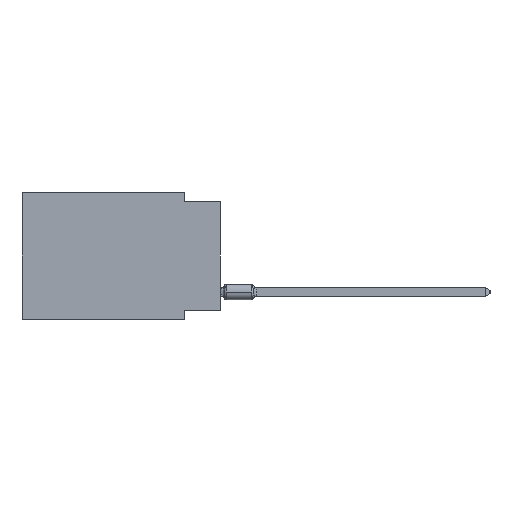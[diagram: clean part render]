
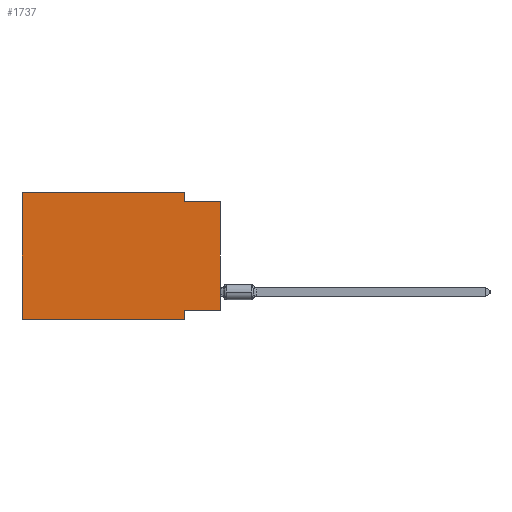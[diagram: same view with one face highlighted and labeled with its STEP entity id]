
A CAD part, left-side view. The second image highlights one B-rep face of the part: STEP entity #1737.
In plain terms, the highlighted planar face has unit normal (-1, 0, 0).
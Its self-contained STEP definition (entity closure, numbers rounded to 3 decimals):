
#414 = VERTEX_POINT ( 'NONE', #7588 ) ;
#501 = DIRECTION ( 'NONE',  ( 1., 0., 0. ) ) ;
#950 = VERTEX_POINT ( 'NONE', #13494 ) ;
#984 = VECTOR ( 'NONE', #4118, 1000. ) ;
#1098 = VERTEX_POINT ( 'NONE', #11608 ) ;
#1173 = DIRECTION ( 'NONE',  ( 0., 0., -1. ) ) ;
#1608 = EDGE_CURVE ( 'NONE', #5290, #14659, #5880, .T. ) ;
#1632 = FACE_OUTER_BOUND ( 'NONE', #10128, .T. ) ;
#1649 = DIRECTION ( 'NONE',  ( 0., -1., 0. ) ) ;
#1724 = VERTEX_POINT ( 'NONE', #5185 ) ;
#1737 = ADVANCED_FACE ( 'NONE', ( #1632 ), #14275, .F. ) ;
#1927 = VECTOR ( 'NONE', #8057, 1000. ) ;
#1997 = EDGE_CURVE ( 'NONE', #5912, #7120, #7464, .T. ) ;
#2940 = ORIENTED_EDGE ( 'NONE', *, *, #12181, .F. ) ;
#3165 = DIRECTION ( 'NONE',  ( 0., -1., 0. ) ) ;
#3193 = CARTESIAN_POINT ( 'NONE',  ( 0., 0., -8.255 ) ) ;
#3341 = EDGE_CURVE ( 'NONE', #14659, #414, #13376, .T. ) ;
#3425 = EDGE_CURVE ( 'NONE', #1098, #1724, #6770, .T. ) ;
#3820 = ORIENTED_EDGE ( 'NONE', *, *, #14409, .F. ) ;
#4118 = DIRECTION ( 'NONE',  ( 0., -1., 0. ) ) ;
#4149 = CARTESIAN_POINT ( 'NONE',  ( 0., 2.54, -8.89 ) ) ;
#4470 = ORIENTED_EDGE ( 'NONE', *, *, #1608, .F. ) ;
#5105 = DIRECTION ( 'NONE',  ( 0., 0., -1. ) ) ;
#5180 = LINE ( 'NONE', #13287, #14086 ) ;
#5185 = CARTESIAN_POINT ( 'NONE',  ( 0., 2.54, -8.255 ) ) ;
#5290 = VERTEX_POINT ( 'NONE', #7368 ) ;
#5398 = VECTOR ( 'NONE', #1173, 1000. ) ;
#5614 = LINE ( 'NONE', #11548, #5398 ) ;
#5880 = LINE ( 'NONE', #13923, #13000 ) ;
#5912 = VERTEX_POINT ( 'NONE', #6184 ) ;
#6184 = CARTESIAN_POINT ( 'NONE',  ( 0., 13.97, -8.89 ) ) ;
#6394 = CARTESIAN_POINT ( 'NONE',  ( 0., 0., -0.635 ) ) ;
#6674 = CARTESIAN_POINT ( 'NONE',  ( 0., 13.97, 0. ) ) ;
#6721 = ORIENTED_EDGE ( 'NONE', *, *, #1997, .T. ) ;
#6770 = LINE ( 'NONE', #3193, #1927 ) ;
#7120 = VERTEX_POINT ( 'NONE', #4149 ) ;
#7368 = CARTESIAN_POINT ( 'NONE',  ( 0., 2.54, 0. ) ) ;
#7464 = LINE ( 'NONE', #12261, #11106 ) ;
#7524 = CARTESIAN_POINT ( 'NONE',  ( 0., 13.97, 0. ) ) ;
#7588 = CARTESIAN_POINT ( 'NONE',  ( 0., 0., -0.635 ) ) ;
#7832 = LINE ( 'NONE', #14812, #13839 ) ;
#7908 = AXIS2_PLACEMENT_3D ( 'NONE', #7524, #501, #5105 ) ;
#8057 = DIRECTION ( 'NONE',  ( 0., 1., 0. ) ) ;
#8939 = LINE ( 'NONE', #6674, #14536 ) ;
#9203 = DIRECTION ( 'NONE',  ( 0., 0., 1. ) ) ;
#10128 = EDGE_LOOP ( 'NONE', ( #13639, #10750, #4470, #14170, #2940, #6721, #3820, #14366 ) ) ;
#10427 = DIRECTION ( 'NONE',  ( 0., 0., -1. ) ) ;
#10750 = ORIENTED_EDGE ( 'NONE', *, *, #3341, .F. ) ;
#11106 = VECTOR ( 'NONE', #1649, 1000. ) ;
#11138 = CARTESIAN_POINT ( 'NONE',  ( 0., 2.54, -0.635 ) ) ;
#11481 = EDGE_CURVE ( 'NONE', #950, #5290, #8939, .T. ) ;
#11548 = CARTESIAN_POINT ( 'NONE',  ( 0., 2.54, -8.89 ) ) ;
#11608 = CARTESIAN_POINT ( 'NONE',  ( 0., 0., -8.255 ) ) ;
#11807 = EDGE_CURVE ( 'NONE', #1098, #414, #7832, .T. ) ;
#12181 = EDGE_CURVE ( 'NONE', #5912, #950, #5180, .T. ) ;
#12261 = CARTESIAN_POINT ( 'NONE',  ( 0., 13.97, -8.89 ) ) ;
#13000 = VECTOR ( 'NONE', #10427, 1000. ) ;
#13287 = CARTESIAN_POINT ( 'NONE',  ( 0., 13.97, 0. ) ) ;
#13368 = DIRECTION ( 'NONE',  ( 0., 0., 1. ) ) ;
#13376 = LINE ( 'NONE', #6394, #984 ) ;
#13494 = CARTESIAN_POINT ( 'NONE',  ( 0., 13.97, 0. ) ) ;
#13639 = ORIENTED_EDGE ( 'NONE', *, *, #11807, .T. ) ;
#13839 = VECTOR ( 'NONE', #9203, 1000. ) ;
#13923 = CARTESIAN_POINT ( 'NONE',  ( 0., 2.54, 0. ) ) ;
#14086 = VECTOR ( 'NONE', #13368, 1000. ) ;
#14170 = ORIENTED_EDGE ( 'NONE', *, *, #11481, .F. ) ;
#14275 = PLANE ( 'NONE',  #7908 ) ;
#14366 = ORIENTED_EDGE ( 'NONE', *, *, #3425, .F. ) ;
#14409 = EDGE_CURVE ( 'NONE', #1724, #7120, #5614, .T. ) ;
#14536 = VECTOR ( 'NONE', #3165, 1000. ) ;
#14659 = VERTEX_POINT ( 'NONE', #11138 ) ;
#14812 = CARTESIAN_POINT ( 'NONE',  ( 0., 0., 0. ) ) ;
